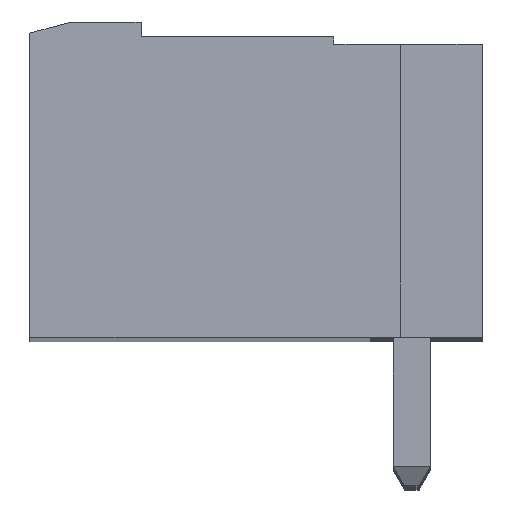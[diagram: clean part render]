
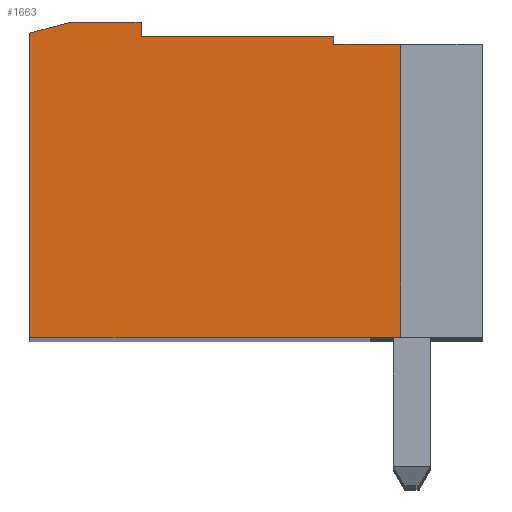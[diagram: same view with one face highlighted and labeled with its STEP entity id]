
A CAD part, top view. The second image highlights one B-rep face of the part: STEP entity #1663.
In plain terms, the highlighted planar face has unit normal (0, 0, 1).
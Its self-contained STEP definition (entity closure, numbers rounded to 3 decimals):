
#1663 = ADVANCED_FACE( '', ( #3681 ), #3682, .T. );
#3681 = FACE_OUTER_BOUND( '', #6035, .T. );
#3682 = PLANE( '', #6036 );
#6035 = EDGE_LOOP( '', ( #11146, #11147, #11148, #11149, #11150, #11151, #11152, #11153, #11154 ) );
#6036 = AXIS2_PLACEMENT_3D( '', #11155, #11156, #11157 );
#11146 = ORIENTED_EDGE( '', *, *, #15566, .F. );
#11147 = ORIENTED_EDGE( '', *, *, #14577, .F. );
#11148 = ORIENTED_EDGE( '', *, *, #15325, .F. );
#11149 = ORIENTED_EDGE( '', *, *, #16075, .F. );
#11150 = ORIENTED_EDGE( '', *, *, #14123, .F. );
#11151 = ORIENTED_EDGE( '', *, *, #14704, .F. );
#11152 = ORIENTED_EDGE( '', *, *, #16076, .F. );
#11153 = ORIENTED_EDGE( '', *, *, #15073, .F. );
#11154 = ORIENTED_EDGE( '', *, *, #16077, .F. );
#11155 = CARTESIAN_POINT( '', ( 204.225, 204.11, 56.88 ) );
#11156 = DIRECTION( '', ( 0., 0., 1. ) );
#11157 = DIRECTION( '', ( 0., 1., 0. ) );
#14123 = EDGE_CURVE( '', #16958, #16961, #16962, .T. );
#14577 = EDGE_CURVE( '', #17745, #17748, #17749, .T. );
#14704 = EDGE_CURVE( '', #17953, #16958, #17955, .T. );
#15073 = EDGE_CURVE( '', #18558, #18556, #18560, .T. );
#15325 = EDGE_CURVE( '', #18944, #17745, #18946, .T. );
#15566 = EDGE_CURVE( '', #17748, #19315, #19316, .T. );
#16075 = EDGE_CURVE( '', #16961, #18944, #19981, .T. );
#16076 = EDGE_CURVE( '', #18556, #17953, #19982, .T. );
#16077 = EDGE_CURVE( '', #19315, #18558, #19983, .T. );
#16958 = VERTEX_POINT( '', #21062 );
#16961 = VERTEX_POINT( '', #21066 );
#16962 = LINE( '', #21067, #21068 );
#17745 = VERTEX_POINT( '', #22209 );
#17748 = VERTEX_POINT( '', #22213 );
#17749 = LINE( '', #22214, #22215 );
#17953 = VERTEX_POINT( '', #22509 );
#17955 = LINE( '', #22512, #22513 );
#18556 = VERTEX_POINT( '', #23411 );
#18558 = VERTEX_POINT( '', #23414 );
#18560 = LINE( '', #23417, #23418 );
#18944 = VERTEX_POINT( '', #23991 );
#18946 = LINE( '', #23994, #23995 );
#19315 = VERTEX_POINT( '', #24568 );
#19316 = LINE( '', #24569, #24570 );
#19981 = LINE( '', #25579, #25580 );
#19982 = LINE( '', #25581, #25582 );
#19983 = LINE( '', #25583, #25584 );
#21062 = CARTESIAN_POINT( '', ( 197.225, 204.31, 56.88 ) );
#21066 = CARTESIAN_POINT( '', ( 202.425, 204.31, 56.88 ) );
#21067 = CARTESIAN_POINT( '', ( 202.425, 204.31, 56.88 ) );
#21068 = VECTOR( '', #26710, 1000. );
#22209 = CARTESIAN_POINT( '', ( 204.225, 204.11, 56.88 ) );
#22213 = CARTESIAN_POINT( '', ( 204.225, 196.21, 56.88 ) );
#22214 = CARTESIAN_POINT( '', ( 204.225, 196.21, 56.88 ) );
#22215 = VECTOR( '', #27106, 1000. );
#22509 = CARTESIAN_POINT( '', ( 197.225, 204.71, 56.88 ) );
#22512 = CARTESIAN_POINT( '', ( 197.225, 204.31, 56.88 ) );
#22513 = VECTOR( '', #27222, 1000. );
#23411 = CARTESIAN_POINT( '', ( 195.345, 204.71, 56.88 ) );
#23414 = CARTESIAN_POINT( '', ( 194.225, 204.41, 56.88 ) );
#23417 = CARTESIAN_POINT( '', ( 195.345, 204.71, 56.88 ) );
#23418 = VECTOR( '', #27528, 1000. );
#23991 = CARTESIAN_POINT( '', ( 202.425, 204.11, 56.88 ) );
#23994 = CARTESIAN_POINT( '', ( 204.225, 204.11, 56.88 ) );
#23995 = VECTOR( '', #27749, 1000. );
#24568 = CARTESIAN_POINT( '', ( 194.225, 196.21, 56.88 ) );
#24569 = CARTESIAN_POINT( '', ( 194.225, 196.21, 56.88 ) );
#24570 = VECTOR( '', #27960, 1000. );
#25579 = CARTESIAN_POINT( '', ( 202.425, 204.11, 56.88 ) );
#25580 = VECTOR( '', #28377, 1000. );
#25581 = CARTESIAN_POINT( '', ( 197.225, 204.71, 56.88 ) );
#25582 = VECTOR( '', #28378, 1000. );
#25583 = CARTESIAN_POINT( '', ( 194.225, 204.41, 56.88 ) );
#25584 = VECTOR( '', #28379, 1000. );
#26710 = DIRECTION( '', ( 1., 0., 0. ) );
#27106 = DIRECTION( '', ( 0., -1., 0. ) );
#27222 = DIRECTION( '', ( 0., -1., 0. ) );
#27528 = DIRECTION( '', ( 0.966, 0.259, 0. ) );
#27749 = DIRECTION( '', ( 1., 0., 0. ) );
#27960 = DIRECTION( '', ( -1., 0., 0. ) );
#28377 = DIRECTION( '', ( 0., -1., 0. ) );
#28378 = DIRECTION( '', ( 1., 0., 0. ) );
#28379 = DIRECTION( '', ( 0., 1., 0. ) );
